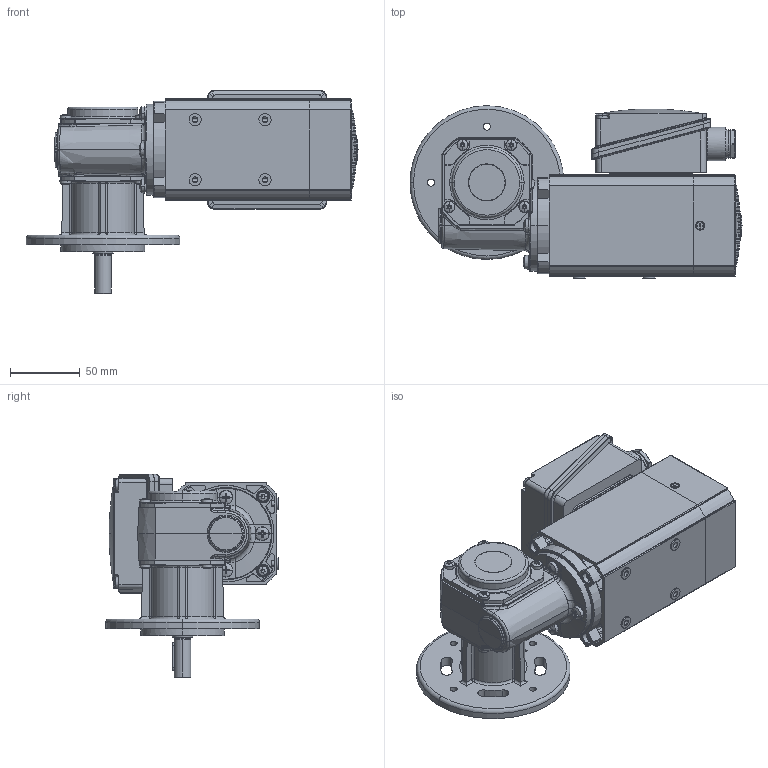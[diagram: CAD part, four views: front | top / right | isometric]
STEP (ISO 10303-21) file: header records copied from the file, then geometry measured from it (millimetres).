
FILE_DESCRIPTION(('STEP AP214'),'1');
FILE_NAME('tmp0.STEP','2015-03-06T15:06:31',(' '),(' '),'Spatial InterOp 3D',' ',' ');
FILE_SCHEMA(('automotive_design'));
Length unit declared in the file: millimetre
Products named in the file (1902): NONE
Bounding box: 237.4 x 123.5 x 145.52 mm (x, y, z)
Surface area: 196995.6 mm2 (no closed solid volume)
Topology: 0 solids, 1950 shells, 1950 faces, 9627 edges, 9590 vertices
Faces by surface type: plane 820, cylinder 630, cone 167, torus 163, bspline 90, sphere 80
Entity records: 173879 total; most frequent: CARTESIAN_POINT 36162, DIRECTION 20076, ORIENTED_EDGE 9594, EDGE_CURVE 9594, VERTEX_POINT 9594, AXIS2_PLACEMENT_3D 7881, LINE 4314, VECTOR 4314
